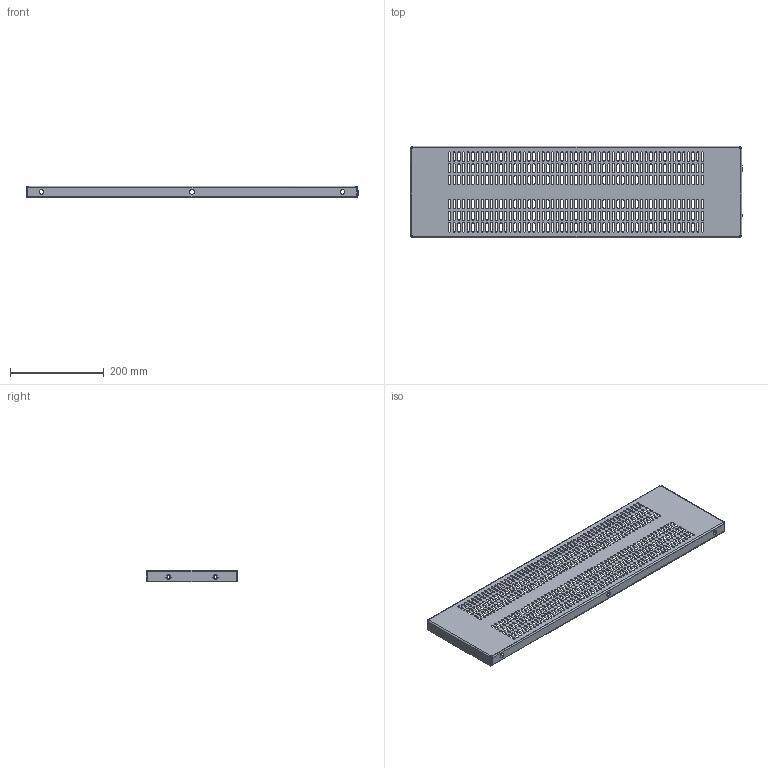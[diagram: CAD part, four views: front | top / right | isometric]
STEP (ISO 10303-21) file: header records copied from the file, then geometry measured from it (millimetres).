
FILE_DESCRIPTION (( 'STEP AP214' ), '1' );
FILE_NAME ('711.191.STEP', '2025-04-28T03:41:57', ( '' ), ( '' ), 'SwSTEP 2.0', 'SolidWorks 2021', '' );
FILE_SCHEMA (( 'AUTOMOTIVE_DESIGN' ));
Length unit declared in the file: millimetre
Products named in the file (3): 711.191 眈翴錪; 711.191; Çàêëåïêà ðåçüáîâàÿ Ì6 øåñòèãðàííàÿ ñ óìåíüøåííûì áîðòîì
Assembly tree (5 placements, depth 2):
  711.191
    711.191 眈翴錪
    Çàêëåïêà ðåçüáîâàÿ Ì6 øåñòèãðàííàÿ ñ óìåíüøåííûì áîðòîì  x4
Bounding box: 708.8 x 196 x 24.5 mm (x, y, z)
Volume: 241645.4 mm3; surface area: 348340.8 mm2
Topology: 5 solids, 5 shells, 1522 faces, 4444 edges, 2936 vertices
Faces by surface type: plane 786, cylinder 704, cone 24, bspline 8
Entity records: 50418 total; most frequent: CARTESIAN_POINT 9027, ORIENTED_EDGE 8540, DIRECTION 8514, EDGE_CURVE 4270, LINE 2844, VECTOR 2844, AXIS2_PLACEMENT_3D 2835, VERTEX_POINT 2828
